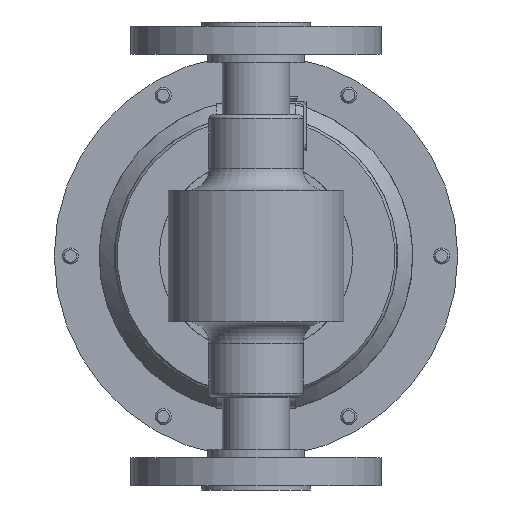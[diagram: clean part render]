
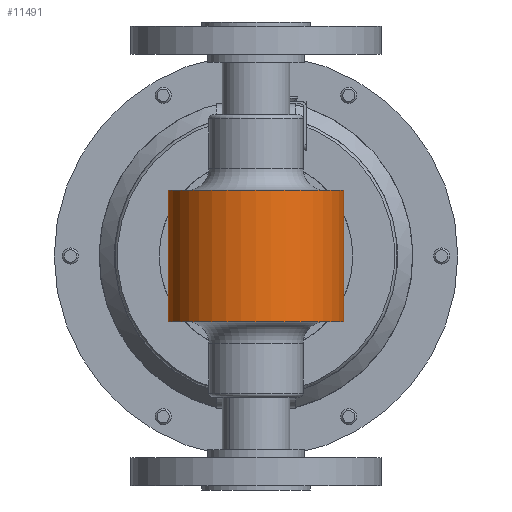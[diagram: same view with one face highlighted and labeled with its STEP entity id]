
A CAD part, front view. The second image highlights one B-rep face of the part: STEP entity #11491.
In plain terms, the highlighted cylindrical face has radius 34.608 mm (diameter 69.215 mm), a partial arc.
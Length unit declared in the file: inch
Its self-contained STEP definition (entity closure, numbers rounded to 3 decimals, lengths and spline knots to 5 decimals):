
#263 = EDGE_CURVE ( 'NONE', #16928, #24228, #15255, .T. ) ;
#457 = CARTESIAN_POINT ( 'NONE',  ( 0., 0., -1.01625 ) ) ;
#479 = DIRECTION ( 'NONE',  ( 0., 0., -1. ) ) ;
#505 = DIRECTION ( 'NONE',  ( -1., 0., 0. ) ) ;
#1868 = VECTOR ( 'NONE', #11268, 39.37008 ) ;
#2173 = LINE ( 'NONE', #10942, #1868 ) ;
#2966 = AXIS2_PLACEMENT_3D ( 'NONE', #19379, #19200, #19341 ) ;
#3317 = ORIENTED_EDGE ( 'NONE', *, *, #23267, .T. ) ;
#3613 = DIRECTION ( 'NONE',  ( -1., 0., 0. ) ) ;
#4731 = CARTESIAN_POINT ( 'NONE',  ( 0., 0., 1.01625 ) ) ;
#5361 = VERTEX_POINT ( 'NONE', #25616 ) ;
#8148 = LINE ( 'NONE', #18873, #8153 ) ;
#8153 = VECTOR ( 'NONE', #20070, 39.37008 ) ;
#8643 = ORIENTED_EDGE ( 'NONE', *, *, #24625, .T. ) ;
#9758 = CARTESIAN_POINT ( 'NONE',  ( -1.3625, 0., 1.01625 ) ) ;
#9875 = CARTESIAN_POINT ( 'NONE',  ( 1.3625, 0., -1.01625 ) ) ;
#10942 = CARTESIAN_POINT ( 'NONE',  ( 1.3625, 0., 2.1875 ) ) ;
#11268 = DIRECTION ( 'NONE',  ( 0., 0., -1. ) ) ;
#11491 = ADVANCED_FACE ( 'NONE', ( #21946 ), #17158, .T. ) ;
#12714 = AXIS2_PLACEMENT_3D ( 'NONE', #457, #479, #505 ) ;
#14920 = EDGE_CURVE ( 'NONE', #5361, #16928, #2173, .T. ) ;
#15255 = CIRCLE ( 'NONE', #12714, 1.3625 ) ;
#15863 = EDGE_LOOP ( 'NONE', ( #24162, #3317, #8643, #23330 ) ) ;
#16928 = VERTEX_POINT ( 'NONE', #9875 ) ;
#17158 = CYLINDRICAL_SURFACE ( 'NONE', #2966, 1.3625 ) ;
#18165 = DIRECTION ( 'NONE',  ( 0., 0., -1. ) ) ;
#18873 = CARTESIAN_POINT ( 'NONE',  ( -1.3625, 0., 2.1875 ) ) ;
#19200 = DIRECTION ( 'NONE',  ( 0., 0., -1. ) ) ;
#19341 = DIRECTION ( 'NONE',  ( -1., 0., 0. ) ) ;
#19379 = CARTESIAN_POINT ( 'NONE',  ( 0., 0., 2.1875 ) ) ;
#20003 = AXIS2_PLACEMENT_3D ( 'NONE', #4731, #18165, #3613 ) ;
#20070 = DIRECTION ( 'NONE',  ( 0., 0., -1. ) ) ;
#21378 = CARTESIAN_POINT ( 'NONE',  ( -1.3625, 0., -1.01625 ) ) ;
#21457 = VERTEX_POINT ( 'NONE', #9758 ) ;
#21946 = FACE_OUTER_BOUND ( 'NONE', #15863, .T. ) ;
#23267 = EDGE_CURVE ( 'NONE', #5361, #21457, #26039, .T. ) ;
#23330 = ORIENTED_EDGE ( 'NONE', *, *, #263, .F. ) ;
#24162 = ORIENTED_EDGE ( 'NONE', *, *, #14920, .F. ) ;
#24228 = VERTEX_POINT ( 'NONE', #21378 ) ;
#24625 = EDGE_CURVE ( 'NONE', #21457, #24228, #8148, .T. ) ;
#25616 = CARTESIAN_POINT ( 'NONE',  ( 1.3625, 0., 1.01625 ) ) ;
#26039 = CIRCLE ( 'NONE', #20003, 1.3625 ) ;
